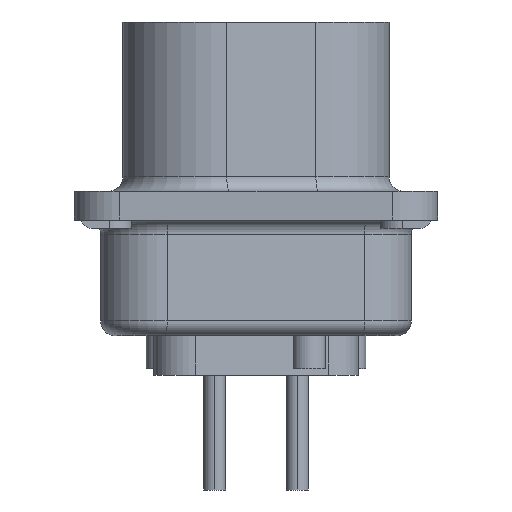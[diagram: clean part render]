
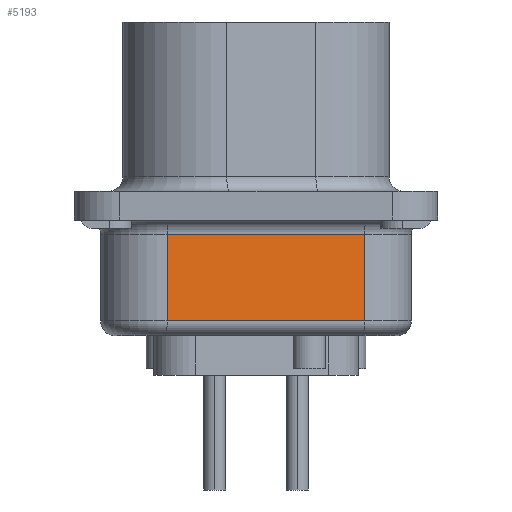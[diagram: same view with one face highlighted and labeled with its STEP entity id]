
A CAD part, left-side view. The second image highlights one B-rep face of the part: STEP entity #5193.
In plain terms, the highlighted planar face has unit normal (-0.985, -0.174, 0).
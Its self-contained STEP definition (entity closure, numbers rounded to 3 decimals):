
#906=DIRECTION('',(-0.174,0.985,0.));
#907=VECTOR('',#906,6.912);
#908=CARTESIAN_POINT('',(-19.407,-3.743,-10.312));
#909=LINE('',#908,#907);
#910=DIRECTION('',(0.,0.,1.));
#911=VECTOR('',#910,2.972);
#912=CARTESIAN_POINT('',(-20.608,3.064,-10.312));
#913=LINE('',#912,#911);
#914=DIRECTION('',(-0.174,0.985,0.));
#915=VECTOR('',#914,6.912);
#916=CARTESIAN_POINT('',(-19.407,-3.743,-7.341));
#917=LINE('',#916,#915);
#933=DIRECTION('',(0.,0.,1.));
#934=VECTOR('',#933,2.972);
#935=CARTESIAN_POINT('',(-19.407,-3.743,-10.312));
#936=LINE('',#935,#934);
#4176=CARTESIAN_POINT('',(-19.407,-3.743,-7.341));
#4177=VERTEX_POINT('',#4176);
#4180=CARTESIAN_POINT('',(-20.608,3.064,-7.341));
#4181=VERTEX_POINT('',#4180);
#4208=CARTESIAN_POINT('',(-19.407,-3.743,-10.312));
#4209=VERTEX_POINT('',#4208);
#4212=CARTESIAN_POINT('',(-20.608,3.064,-10.312));
#4213=VERTEX_POINT('',#4212);
#5180=CARTESIAN_POINT('',(-20.608,3.064,-6.833));
#5181=DIRECTION('',(-0.985,-0.174,0.));
#5182=DIRECTION('',(0.174,-0.985,0.));
#5183=AXIS2_PLACEMENT_3D('',#5180,#5181,#5182);
#5184=PLANE('',#5183);
#5186=ORIENTED_EDGE('',*,*,#5185,.T.);
#5187=ORIENTED_EDGE('',*,*,#5175,.T.);
#5188=ORIENTED_EDGE('',*,*,#4935,.F.);
#5190=ORIENTED_EDGE('',*,*,#5189,.F.);
#5191=EDGE_LOOP('',(#5186,#5187,#5188,#5190));
#5192=FACE_OUTER_BOUND('',#5191,.F.);
#4935=EDGE_CURVE('',#4177,#4181,#917,.T.);
#5175=EDGE_CURVE('',#4213,#4181,#913,.T.);
#5185=EDGE_CURVE('',#4209,#4213,#909,.T.);
#5189=EDGE_CURVE('',#4209,#4177,#936,.T.);
#5193=ADVANCED_FACE('',(#5192),#5184,.T.);
